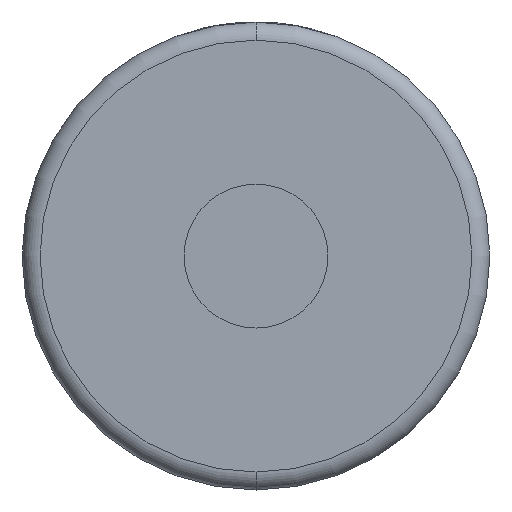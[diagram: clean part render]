
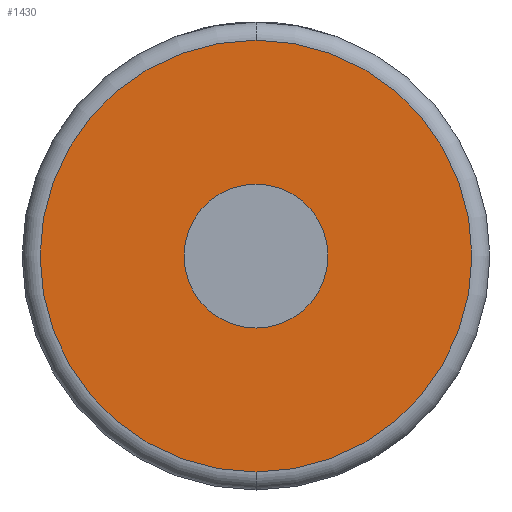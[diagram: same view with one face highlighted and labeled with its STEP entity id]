
A CAD part, front view. The second image highlights one B-rep face of the part: STEP entity #1430.
In plain terms, the highlighted planar face has unit normal (0, -1, 0).
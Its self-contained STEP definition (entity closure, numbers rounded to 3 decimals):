
#38 = AXIS2_PLACEMENT_3D ( 'NONE', #1765, #869, #582 ) ;
#105 = DIRECTION ( 'NONE',  ( 0., -1., 0. ) ) ;
#109 = CIRCLE ( 'NONE', #2063, 4. ) ;
#195 = ORIENTED_EDGE ( 'NONE', *, *, #968, .T. ) ;
#315 = CIRCLE ( 'NONE', #2021, 12. ) ;
#321 = DIRECTION ( 'NONE',  ( 0., -1., 0. ) ) ;
#393 = CARTESIAN_POINT ( 'NONE',  ( 0., 0., 0. ) ) ;
#468 = DIRECTION ( 'NONE',  ( 0., 0., 1. ) ) ;
#503 = CARTESIAN_POINT ( 'NONE',  ( 0., 0., 0. ) ) ;
#582 = DIRECTION ( 'NONE',  ( 0., 0., 1. ) ) ;
#712 = DIRECTION ( 'NONE',  ( 0., 0., 1. ) ) ;
#734 = CIRCLE ( 'NONE', #2451, 12. ) ;
#820 = FACE_BOUND ( 'NONE', #1787, .T. ) ;
#869 = DIRECTION ( 'NONE',  ( 0., 1., 0. ) ) ;
#968 = EDGE_CURVE ( 'NONE', #1098, #2895, #315, .T. ) ;
#1098 = VERTEX_POINT ( 'NONE', #2468 ) ;
#1430 = ADVANCED_FACE ( 'NONE', ( #2911, #820 ), #2006, .F. ) ;
#1484 = ORIENTED_EDGE ( 'NONE', *, *, #1584, .F. ) ;
#1502 = EDGE_LOOP ( 'NONE', ( #195, #1641 ) ) ;
#1584 = EDGE_CURVE ( 'NONE', #1733, #1972, #109, .T. ) ;
#1641 = ORIENTED_EDGE ( 'NONE', *, *, #2536, .T. ) ;
#1651 = CARTESIAN_POINT ( 'NONE',  ( 0., 0., 0. ) ) ;
#1732 = EDGE_CURVE ( 'NONE', #1972, #1733, #2727, .T. ) ;
#1733 = VERTEX_POINT ( 'NONE', #2711 ) ;
#1765 = CARTESIAN_POINT ( 'NONE',  ( 0., 0., 0. ) ) ;
#1773 = CARTESIAN_POINT ( 'NONE',  ( 0., 0., 0. ) ) ;
#1787 = EDGE_LOOP ( 'NONE', ( #1484, #1896 ) ) ;
#1834 = DIRECTION ( 'NONE',  ( 0., 0., 1. ) ) ;
#1896 = ORIENTED_EDGE ( 'NONE', *, *, #1732, .F. ) ;
#1942 = AXIS2_PLACEMENT_3D ( 'NONE', #1773, #105, #2906 ) ;
#1972 = VERTEX_POINT ( 'NONE', #2589 ) ;
#2006 = PLANE ( 'NONE',  #38 ) ;
#2021 = AXIS2_PLACEMENT_3D ( 'NONE', #393, #2268, #1834 ) ;
#2063 = AXIS2_PLACEMENT_3D ( 'NONE', #503, #321, #712 ) ;
#2268 = DIRECTION ( 'NONE',  ( 0., -1., 0. ) ) ;
#2288 = CARTESIAN_POINT ( 'NONE',  ( 0., 0., -12. ) ) ;
#2451 = AXIS2_PLACEMENT_3D ( 'NONE', #1651, #2568, #468 ) ;
#2468 = CARTESIAN_POINT ( 'NONE',  ( 0., 0., 12. ) ) ;
#2536 = EDGE_CURVE ( 'NONE', #2895, #1098, #734, .T. ) ;
#2568 = DIRECTION ( 'NONE',  ( 0., -1., 0. ) ) ;
#2589 = CARTESIAN_POINT ( 'NONE',  ( 0., 0., -4. ) ) ;
#2711 = CARTESIAN_POINT ( 'NONE',  ( 0., 0., 4. ) ) ;
#2727 = CIRCLE ( 'NONE', #1942, 4. ) ;
#2895 = VERTEX_POINT ( 'NONE', #2288 ) ;
#2906 = DIRECTION ( 'NONE',  ( 0., 0., 1. ) ) ;
#2911 = FACE_OUTER_BOUND ( 'NONE', #1502, .T. ) ;
